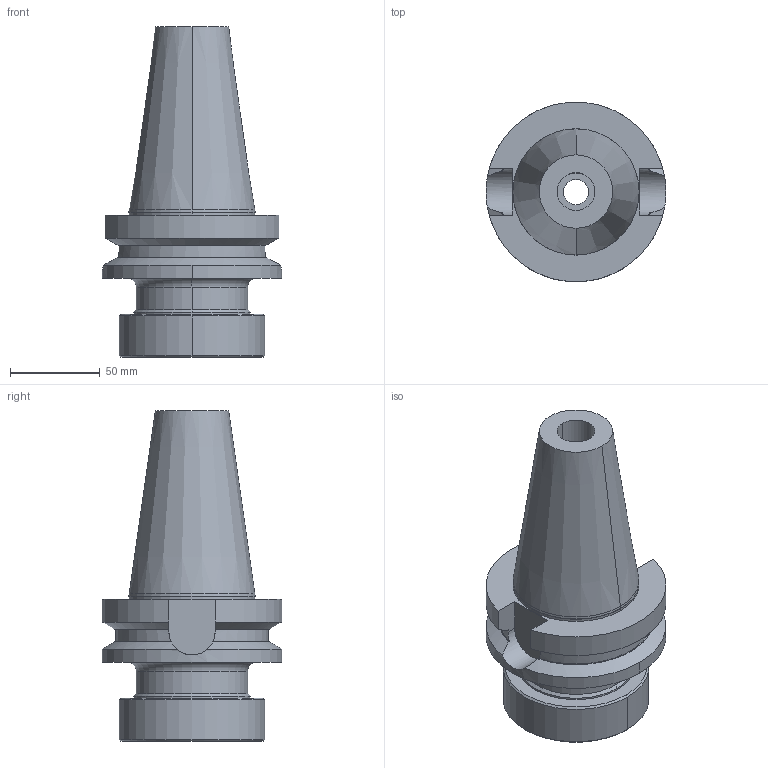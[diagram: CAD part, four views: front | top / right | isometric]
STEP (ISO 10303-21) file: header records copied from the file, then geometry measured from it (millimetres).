
FILE_DESCRIPTION((''),'2;1');
FILE_NAME('8432908168','2022-02-16T14:52:19',('thiemer'),(''),'CREO PARAMETRIC BY PTC INC, 2021164','CREO PARAMETRIC BY PTC INC, 2021164','');
FILE_SCHEMA(('AUTOMOTIVE_DESIGN { 1 0 10303 214 1 1 1 1 }'));
Length unit declared in the file: millimetre
Products named in the file (1): 8432908168
Bounding box: 100 x 100 x 183.8 mm (x, y, z)
Volume: 588857 mm3; surface area: 71565.7 mm2
Topology: 1 solids, 1 shells, 56 faces, 132 edges, 84 vertices
Faces by surface type: cylinder 22, plane 18, cone 14, torus 2
Entity records: 2435 total; most frequent: CARTESIAN_POINT 407, DIRECTION 332, ORIENTED_EDGE 264, PRESENTATION_STYLE_ASSIGNMENT 146, STYLED_ITEM 146, CURVE_STYLE 145, AXIS2_PLACEMENT_3D 133, EDGE_CURVE 132
